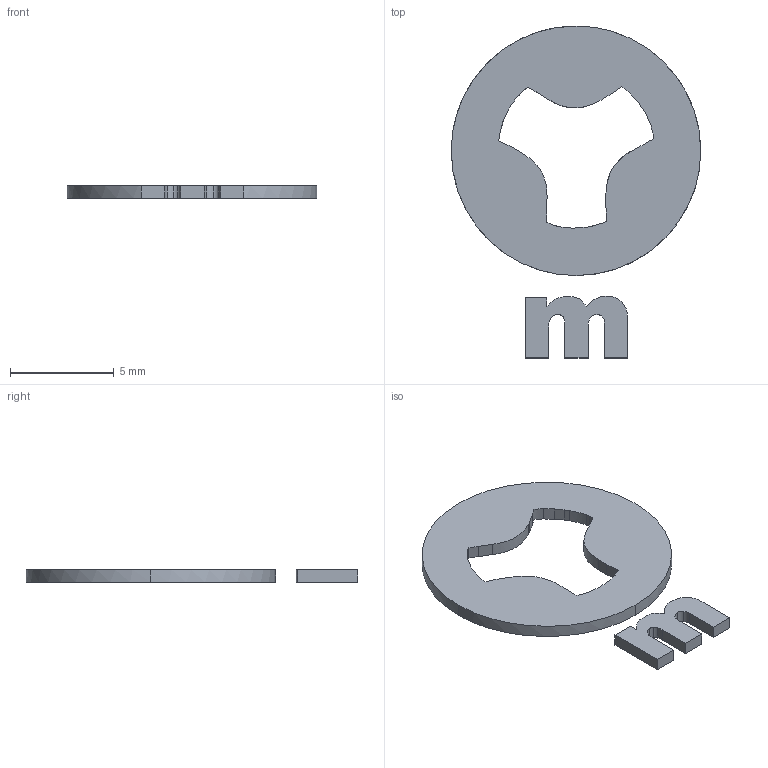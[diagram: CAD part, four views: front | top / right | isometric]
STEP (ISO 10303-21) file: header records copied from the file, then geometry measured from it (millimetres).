
FILE_DESCRIPTION(/* description */ (''),/* implementation_level */ '2;1');
FILE_NAME(/* name */ 'Microstix.step',/* time_stamp */ '2023-03-31T18:01:03+02:00',/* author */ (''),/* organization */ (''),/* preprocessor_version */ 'ST-DEVELOPER v19.2',/* originating_system */ 'Autodesk Translation Framework v11.17.0.187',/* authorisation */ '');
FILE_SCHEMA (('AUTOMOTIVE_DESIGN { 1 0 10303 214 3 1 1 }'));
Length unit declared in the file: millimetre
Products named in the file (1): Microstix
Bounding box: 12 x 15.97 x 0.6 mm (x, y, z)
Volume: 57 mm3; surface area: 241.5 mm2
Topology: 2 solids, 2 shells, 74 faces, 210 edges, 140 vertices
Faces by surface type: bspline 59, plane 15
Entity records: 2686 total; most frequent: CARTESIAN_POINT 1260, ORIENTED_EDGE 420, EDGE_CURVE 210, VERTEX_POINT 140, DIRECTION 124, LINE 92, VECTOR 92, EDGE_LOOP 76
